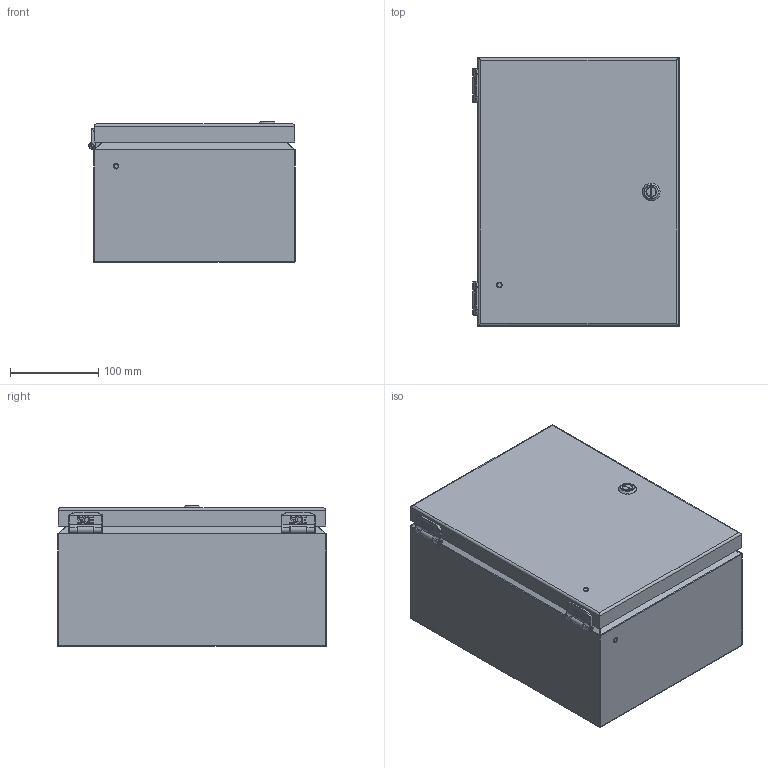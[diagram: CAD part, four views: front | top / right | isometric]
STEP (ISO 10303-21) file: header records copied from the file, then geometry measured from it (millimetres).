
FILE_DESCRIPTION (( 'STEP AP214' ), '1' );
FILE_NAME ('SCE-L9126ELJ.STEP', '2023-03-21T16:20:04', ( '' ), ( '' ), 'SwSTEP 2.0', 'SolidWorks 2021', '' );
FILE_SCHEMA (( 'AUTOMOTIVE_DESIGN' ));
Length unit declared in the file: inch
Products named in the file (1): SCE-L9126ELJ
Bounding box: 234.18 x 304.9 x 159.92 mm (x, y, z)
Volume: 651066.4 mm3; surface area: 800850 mm2
Topology: 32 solids, 32 shells, 1785 faces, 4444 edges, 2626 vertices
Faces by surface type: plane 723, bspline 456, cylinder 444, torus 80, sphere 42, cone 40
Full cylindrical faces by diameter (mm): 3.81 x2, 3.962 x2, 4.013 x6, 4.166 x2, 4.318 x2, 4.42 x2, 4.775 x6, 4.826 x5, 5.08 x1, 5.537 x2, 6.058 x1, 6.35 x8, 6.463 x1, 6.502 x2, 6.604 x2, 6.824 x1, 7.112 x4, 7.167 x1, 7.216 x8, 7.874 x1, 8.28 x1, 8.89 x1, 9.474 x4, 10.922 x1, 11.684 x1, 12.065 x1, 12.17 x2, 16.002 x1, 20.018 x1
Entity records: 78033 total; most frequent: CARTESIAN_POINT 41156, ORIENTED_EDGE 8312, DIRECTION 6107, EDGE_CURVE 4156, VERTEX_POINT 2589, AXIS2_PLACEMENT_3D 2305, EDGE_LOOP 2007, FACE_OUTER_BOUND 1877
